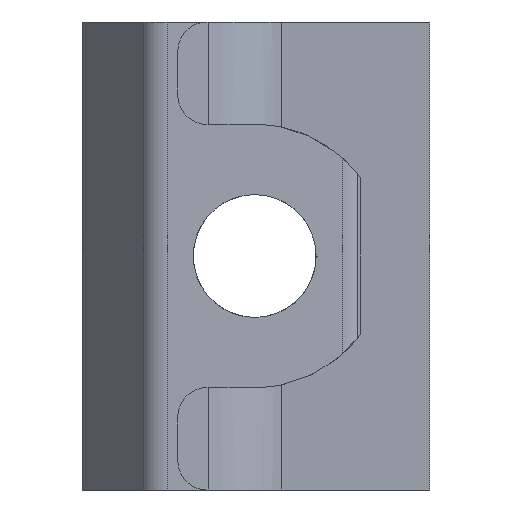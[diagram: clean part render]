
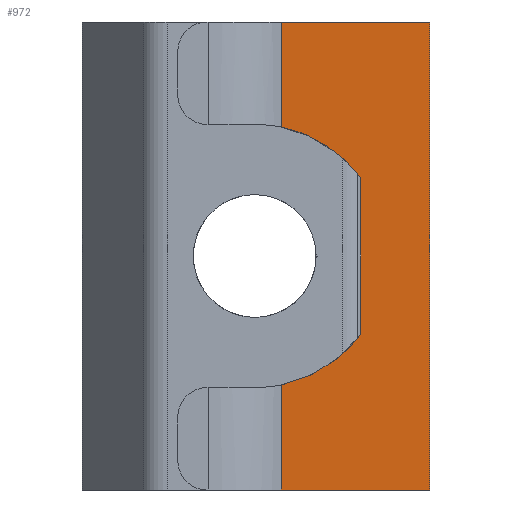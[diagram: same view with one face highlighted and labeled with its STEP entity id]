
A CAD part, front view. The second image highlights one B-rep face of the part: STEP entity #972.
In plain terms, the highlighted planar face has unit normal (0.809, -0.588, 0).
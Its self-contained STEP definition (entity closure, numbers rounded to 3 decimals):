
#7 = LINE ( 'NONE', #2225, #1223 ) ;
#29 = LINE ( 'NONE', #1121, #459 ) ;
#173 = EDGE_CURVE ( 'NONE', #1731, #3266, #245, .T. ) ;
#185 = CARTESIAN_POINT ( 'NONE',  ( 5.981, 3.241, -8. ) ) ;
#245 = LINE ( 'NONE', #1332, #1967 ) ;
#297 = VECTOR ( 'NONE', #886, 1000. ) ;
#420 = CARTESIAN_POINT ( 'NONE',  ( 5.981, 3.241, -20.017 ) ) ;
#459 = VECTOR ( 'NONE', #2206, 1000. ) ;
#595 =( BOUNDED_CURVE ( )  B_SPLINE_CURVE ( 3, ( #840, #883, #613, #1699 ),
 .UNSPECIFIED., .F., .T. ) 
 B_SPLINE_CURVE_WITH_KNOTS ( ( 4, 4 ),
 ( 1.776, 2.507 ),
 .UNSPECIFIED. ) 
 CURVE ( )  GEOMETRIC_REPRESENTATION_ITEM ( )  RATIONAL_B_SPLINE_CURVE ( ( 1., 0.956, 0.956, 1. ) ) 
 REPRESENTATION_ITEM ( '' )  );
#613 = CARTESIAN_POINT ( 'NONE',  ( 2.958, -0.915, -3.572 ) ) ;
#635 = LINE ( 'NONE', #2482, #297 ) ;
#708 = CARTESIAN_POINT ( 'NONE',  ( 0.916, -3.723, 8. ) ) ;
#712 = EDGE_CURVE ( 'NONE', #2946, #3516, #7, .T. ) ;
#729 = ORIENTED_EDGE ( 'NONE', *, *, #173, .T. ) ;
#762 = VECTOR ( 'NONE', #2331, 1000. ) ;
#780 = CARTESIAN_POINT ( 'NONE',  ( 3.624, 0., 2.668 ) ) ;
#798 = EDGE_CURVE ( 'NONE', #1342, #945, #29, .T. ) ;
#840 = CARTESIAN_POINT ( 'NONE',  ( 0.916, -3.723, -4.406 ) ) ;
#883 = CARTESIAN_POINT ( 'NONE',  ( 2.014, -2.213, -4.178 ) ) ;
#886 = DIRECTION ( 'NONE',  ( 0., 0., 1. ) ) ;
#891 = EDGE_LOOP ( 'NONE', ( #1913, #1064, #1108, #3253, #1939, #2121, #3126, #729 ) ) ;
#945 = VERTEX_POINT ( 'NONE', #708 ) ;
#956 = CARTESIAN_POINT ( 'NONE',  ( 0.916, -3.723, -8. ) ) ;
#972 = ADVANCED_FACE ( 'NONE', ( #1822 ), #1276, .T. ) ;
#986 = CARTESIAN_POINT ( 'NONE',  ( 3.624, 0., 2.668 ) ) ;
#1064 = ORIENTED_EDGE ( 'NONE', *, *, #712, .F. ) ;
#1108 = ORIENTED_EDGE ( 'NONE', *, *, #2477, .F. ) ;
#1121 = CARTESIAN_POINT ( 'NONE',  ( 0.916, -3.723, -20.017 ) ) ;
#1223 = VECTOR ( 'NONE', #1668, 1000. ) ;
#1233 = DIRECTION ( 'NONE',  ( 0.809, -0.588, 0. ) ) ;
#1276 = PLANE ( 'NONE',  #2012 ) ;
#1301 = CARTESIAN_POINT ( 'NONE',  ( 2.958, -0.915, 3.572 ) ) ;
#1306 = LINE ( 'NONE', #185, #2864 ) ;
#1316 = CARTESIAN_POINT ( 'NONE',  ( 2.014, -2.213, 4.178 ) ) ;
#1332 = CARTESIAN_POINT ( 'NONE',  ( 3.624, 0., -20.017 ) ) ;
#1342 = VERTEX_POINT ( 'NONE', #3331 ) ;
#1351 = EDGE_CURVE ( 'NONE', #3243, #2361, #635, .T. ) ;
#1505 = LINE ( 'NONE', #2043, #762 ) ;
#1668 = DIRECTION ( 'NONE',  ( 0., 0., 1. ) ) ;
#1699 = CARTESIAN_POINT ( 'NONE',  ( 3.624, 0., -2.668 ) ) ;
#1731 = VERTEX_POINT ( 'NONE', #780 ) ;
#1774 = EDGE_CURVE ( 'NONE', #1731, #1342, #3410, .T. ) ;
#1822 = FACE_OUTER_BOUND ( 'NONE', #891, .T. ) ;
#1910 = EDGE_CURVE ( 'NONE', #945, #2361, #1505, .T. ) ;
#1913 = ORIENTED_EDGE ( 'NONE', *, *, #2876, .F. ) ;
#1920 = CARTESIAN_POINT ( 'NONE',  ( 5.981, 3.241, -8. ) ) ;
#1939 = ORIENTED_EDGE ( 'NONE', *, *, #1910, .F. ) ;
#1967 = VECTOR ( 'NONE', #2369, 1000. ) ;
#2012 = AXIS2_PLACEMENT_3D ( 'NONE', #420, #1233, #2576 ) ;
#2043 = CARTESIAN_POINT ( 'NONE',  ( 5.981, 3.241, 8. ) ) ;
#2069 = CARTESIAN_POINT ( 'NONE',  ( 0.916, -3.723, 4.406 ) ) ;
#2121 = ORIENTED_EDGE ( 'NONE', *, *, #798, .F. ) ;
#2206 = DIRECTION ( 'NONE',  ( 0., 0., 1. ) ) ;
#2225 = CARTESIAN_POINT ( 'NONE',  ( 0.916, -3.723, -20.017 ) ) ;
#2331 = DIRECTION ( 'NONE',  ( 0.588, 0.809, 0. ) ) ;
#2361 = VERTEX_POINT ( 'NONE', #2544 ) ;
#2369 = DIRECTION ( 'NONE',  ( 0., 0., -1. ) ) ;
#2477 = EDGE_CURVE ( 'NONE', #3243, #2946, #1306, .T. ) ;
#2482 = CARTESIAN_POINT ( 'NONE',  ( 5.981, 3.241, -20.017 ) ) ;
#2544 = CARTESIAN_POINT ( 'NONE',  ( 5.981, 3.241, 8. ) ) ;
#2576 = DIRECTION ( 'NONE',  ( 0.588, 0.809, 0. ) ) ;
#2864 = VECTOR ( 'NONE', #3487, 1000. ) ;
#2876 = EDGE_CURVE ( 'NONE', #3516, #3266, #595, .T. ) ;
#2946 = VERTEX_POINT ( 'NONE', #956 ) ;
#3054 = CARTESIAN_POINT ( 'NONE',  ( 3.624, 0., -2.668 ) ) ;
#3126 = ORIENTED_EDGE ( 'NONE', *, *, #1774, .F. ) ;
#3243 = VERTEX_POINT ( 'NONE', #1920 ) ;
#3253 = ORIENTED_EDGE ( 'NONE', *, *, #1351, .T. ) ;
#3266 = VERTEX_POINT ( 'NONE', #3054 ) ;
#3331 = CARTESIAN_POINT ( 'NONE',  ( 0.916, -3.723, 4.406 ) ) ;
#3410 =( BOUNDED_CURVE ( )  B_SPLINE_CURVE ( 3, ( #986, #1301, #1316, #2069 ),
 .UNSPECIFIED., .F., .F. ) 
 B_SPLINE_CURVE_WITH_KNOTS ( ( 4, 4 ),
 ( 3.776, 4.507 ),
 .UNSPECIFIED. ) 
 CURVE ( )  GEOMETRIC_REPRESENTATION_ITEM ( )  RATIONAL_B_SPLINE_CURVE ( ( 1., 0.956, 0.956, 1. ) ) 
 REPRESENTATION_ITEM ( '' )  );
#3487 = DIRECTION ( 'NONE',  ( -0.588, -0.809, 0. ) ) ;
#3493 = CARTESIAN_POINT ( 'NONE',  ( 0.916, -3.723, -4.406 ) ) ;
#3516 = VERTEX_POINT ( 'NONE', #3493 ) ;
